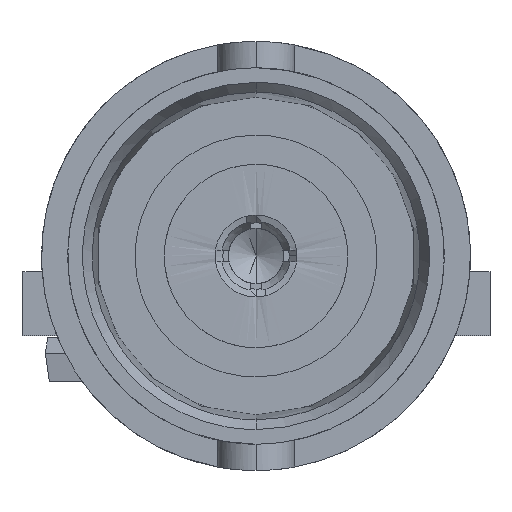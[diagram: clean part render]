
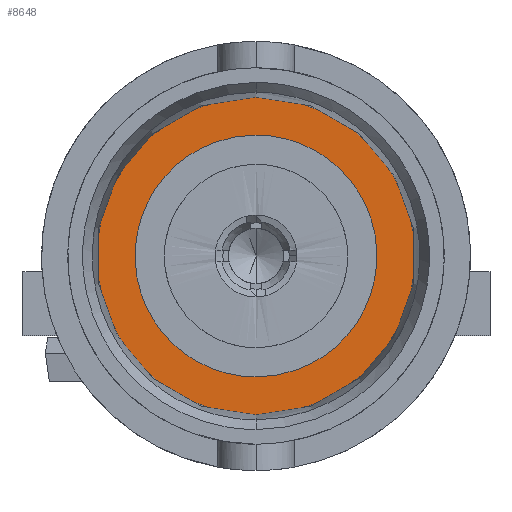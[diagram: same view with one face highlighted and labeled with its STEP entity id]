
A CAD part, left-side view. The second image highlights one B-rep face of the part: STEP entity #8648.
In plain terms, the highlighted face is planar.
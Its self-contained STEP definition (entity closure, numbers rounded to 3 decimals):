
#8109 = VERTEX_POINT('',#8110);
#8110 = CARTESIAN_POINT('',(4.075,8.56,0.));
#8117 = EDGE_CURVE('',#8109,#8118,#8120,.T.);
#8118 = VERTEX_POINT('',#8119);
#8119 = CARTESIAN_POINT('',(-4.075,8.56,0.));
#8120 = B_SPLINE_CURVE_WITH_KNOTS('',3,(#8121,#8122,#8123,#8124,#8125,
    #8126,#8127,#8128,#8129,#8130,#8131,#8132,#8133,#8134,#8135,#8136,
    #8137,#8138),.UNSPECIFIED.,.F.,.F.,(4,2,2,2,2,2,2,2,4),(0.,
    0.125,0.25,0.375,0.5,0.625,0.75,0.875,1.),.UNSPECIFIED.);
#8121 = CARTESIAN_POINT('',(4.075,8.56,0.));
#8122 = CARTESIAN_POINT('',(4.075,8.56,-0.541));
#8123 = CARTESIAN_POINT('',(3.972,8.56,-1.06));
#8124 = CARTESIAN_POINT('',(3.558,8.56,-2.059));
#8125 = CARTESIAN_POINT('',(3.264,8.56,-2.499));
#8126 = CARTESIAN_POINT('',(2.499,8.56,-3.264));
#8127 = CARTESIAN_POINT('',(2.059,8.56,-3.558));
#8128 = CARTESIAN_POINT('',(1.06,8.56,-3.972));
#8129 = CARTESIAN_POINT('',(0.541,8.56,-4.075));
#8130 = CARTESIAN_POINT('',(-0.541,8.56,-4.075));
#8131 = CARTESIAN_POINT('',(-1.06,8.56,-3.972));
#8132 = CARTESIAN_POINT('',(-2.059,8.56,-3.558));
#8133 = CARTESIAN_POINT('',(-2.499,8.56,-3.264));
#8134 = CARTESIAN_POINT('',(-3.264,8.56,-2.499));
#8135 = CARTESIAN_POINT('',(-3.558,8.56,-2.059));
#8136 = CARTESIAN_POINT('',(-3.972,8.56,-1.06));
#8137 = CARTESIAN_POINT('',(-4.075,8.56,-0.54));
#8138 = CARTESIAN_POINT('',(-4.075,8.56,0.));
#8155 = EDGE_CURVE('',#8118,#8109,#8156,.T.);
#8156 = B_SPLINE_CURVE_WITH_KNOTS('',3,(#8157,#8158,#8159,#8160,#8161,
    #8162,#8163,#8164,#8165,#8166,#8167,#8168,#8169,#8170,#8171,#8172,
    #8173,#8174),.UNSPECIFIED.,.F.,.F.,(4,2,2,2,2,2,2,2,4),(0.,
    0.125,0.25,0.375,0.5,0.625,0.75,0.875,1.),.UNSPECIFIED.);
#8157 = CARTESIAN_POINT('',(-4.075,8.56,0.));
#8158 = CARTESIAN_POINT('',(-4.075,8.56,0.541));
#8159 = CARTESIAN_POINT('',(-3.972,8.56,1.06));
#8160 = CARTESIAN_POINT('',(-3.558,8.56,2.059));
#8161 = CARTESIAN_POINT('',(-3.264,8.56,2.499));
#8162 = CARTESIAN_POINT('',(-2.499,8.56,3.264));
#8163 = CARTESIAN_POINT('',(-2.059,8.56,3.558));
#8164 = CARTESIAN_POINT('',(-1.06,8.56,3.972));
#8165 = CARTESIAN_POINT('',(-0.541,8.56,4.075));
#8166 = CARTESIAN_POINT('',(0.541,8.56,4.075));
#8167 = CARTESIAN_POINT('',(1.06,8.56,3.972));
#8168 = CARTESIAN_POINT('',(2.059,8.56,3.558));
#8169 = CARTESIAN_POINT('',(2.499,8.56,3.264));
#8170 = CARTESIAN_POINT('',(3.264,8.56,2.499));
#8171 = CARTESIAN_POINT('',(3.558,8.56,2.059));
#8172 = CARTESIAN_POINT('',(3.972,8.56,1.06));
#8173 = CARTESIAN_POINT('',(4.075,8.56,0.54));
#8174 = CARTESIAN_POINT('',(4.075,8.56,0.));
#8648 = ADVANCED_FACE('',(#8649,#8653),#8701,.F.);
#8649 = FACE_BOUND('',#8650,.T.);
#8650 = EDGE_LOOP('',(#8651,#8652));
#8651 = ORIENTED_EDGE('',*,*,#8117,.T.);
#8652 = ORIENTED_EDGE('',*,*,#8155,.T.);
#8653 = FACE_BOUND('',#8654,.T.);
#8654 = EDGE_LOOP('',(#8655,#8680));
#8655 = ORIENTED_EDGE('',*,*,#8656,.F.);
#8656 = EDGE_CURVE('',#8657,#8659,#8661,.T.);
#8657 = VERTEX_POINT('',#8658);
#8658 = CARTESIAN_POINT('',(-3.1,8.56,0.));
#8659 = VERTEX_POINT('',#8660);
#8660 = CARTESIAN_POINT('',(3.1,8.56,0.));
#8661 = B_SPLINE_CURVE_WITH_KNOTS('',3,(#8662,#8663,#8664,#8665,#8666,
    #8667,#8668,#8669,#8670,#8671,#8672,#8673,#8674,#8675,#8676,#8677,
    #8678,#8679),.UNSPECIFIED.,.F.,.F.,(4,2,2,2,2,2,2,2,4),(0.,
    0.125,0.25,0.375,0.5,0.625,0.75,0.875,1.),.UNSPECIFIED.);
#8662 = CARTESIAN_POINT('',(-3.1,8.56,0.));
#8663 = CARTESIAN_POINT('',(-3.1,8.56,0.406));
#8664 = CARTESIAN_POINT('',(-3.019,8.56,0.811));
#8665 = CARTESIAN_POINT('',(-2.709,8.56,1.561));
#8666 = CARTESIAN_POINT('',(-2.479,8.56,1.905));
#8667 = CARTESIAN_POINT('',(-1.905,8.56,2.479));
#8668 = CARTESIAN_POINT('',(-1.561,8.56,2.709));
#8669 = CARTESIAN_POINT('',(-0.811,8.56,3.019));
#8670 = CARTESIAN_POINT('',(-0.406,8.56,3.1));
#8671 = CARTESIAN_POINT('',(0.406,8.56,3.1));
#8672 = CARTESIAN_POINT('',(0.811,8.56,3.019));
#8673 = CARTESIAN_POINT('',(1.561,8.56,2.709));
#8674 = CARTESIAN_POINT('',(1.905,8.56,2.479));
#8675 = CARTESIAN_POINT('',(2.479,8.56,1.905));
#8676 = CARTESIAN_POINT('',(2.709,8.56,1.561));
#8677 = CARTESIAN_POINT('',(3.019,8.56,0.811));
#8678 = CARTESIAN_POINT('',(3.1,8.56,0.406));
#8679 = CARTESIAN_POINT('',(3.1,8.56,0.));
#8680 = ORIENTED_EDGE('',*,*,#8681,.F.);
#8681 = EDGE_CURVE('',#8659,#8657,#8682,.T.);
#8682 = B_SPLINE_CURVE_WITH_KNOTS('',3,(#8683,#8684,#8685,#8686,#8687,
    #8688,#8689,#8690,#8691,#8692,#8693,#8694,#8695,#8696,#8697,#8698,
    #8699,#8700),.UNSPECIFIED.,.F.,.F.,(4,2,2,2,2,2,2,2,4),(0.,
    0.125,0.25,0.375,0.5,0.625,0.75,0.875,1.),.UNSPECIFIED.);
#8683 = CARTESIAN_POINT('',(3.1,8.56,0.));
#8684 = CARTESIAN_POINT('',(3.1,8.56,-0.406));
#8685 = CARTESIAN_POINT('',(3.019,8.56,-0.811));
#8686 = CARTESIAN_POINT('',(2.709,8.56,-1.561));
#8687 = CARTESIAN_POINT('',(2.479,8.56,-1.905));
#8688 = CARTESIAN_POINT('',(1.905,8.56,-2.479));
#8689 = CARTESIAN_POINT('',(1.561,8.56,-2.709));
#8690 = CARTESIAN_POINT('',(0.811,8.56,-3.019));
#8691 = CARTESIAN_POINT('',(0.406,8.56,-3.1));
#8692 = CARTESIAN_POINT('',(-0.406,8.56,-3.1));
#8693 = CARTESIAN_POINT('',(-0.811,8.56,-3.019));
#8694 = CARTESIAN_POINT('',(-1.561,8.56,-2.709));
#8695 = CARTESIAN_POINT('',(-1.905,8.56,-2.479));
#8696 = CARTESIAN_POINT('',(-2.479,8.56,-1.905));
#8697 = CARTESIAN_POINT('',(-2.709,8.56,-1.561));
#8698 = CARTESIAN_POINT('',(-3.019,8.56,-0.811));
#8699 = CARTESIAN_POINT('',(-3.1,8.56,-0.406));
#8700 = CARTESIAN_POINT('',(-3.1,8.56,0.));
#8701 = PLANE('',#8702);
#8702 = AXIS2_PLACEMENT_3D('',#8703,#8704,#8705);
#8703 = CARTESIAN_POINT('',(0.,8.56,0.));
#8704 = DIRECTION('',(0.,-1.,0.));
#8705 = DIRECTION('',(0.,0.,-1.));
